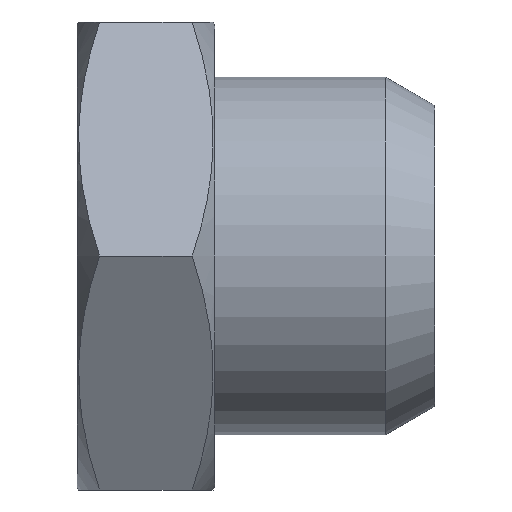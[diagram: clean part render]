
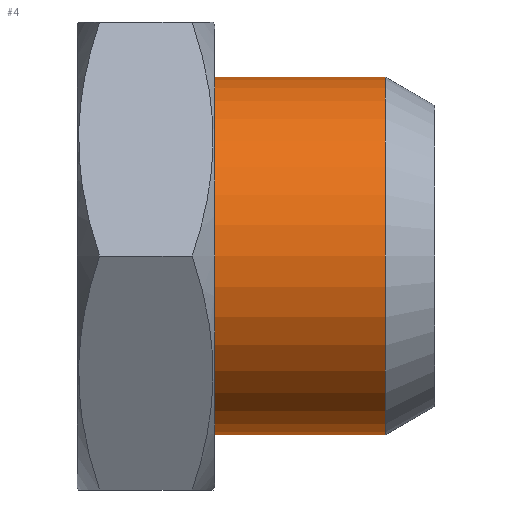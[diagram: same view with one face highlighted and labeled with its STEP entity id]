
A CAD part, left-side view. The second image highlights one B-rep face of the part: STEP entity #4.
In plain terms, the highlighted cylindrical face has radius 6.5 mm (diameter 13 mm), a partial arc.
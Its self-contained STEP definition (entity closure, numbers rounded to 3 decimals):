
#1 = EDGE_LOOP ( 'NONE', ( #3, #169, #170, #171 ) ) ;
#3 = ORIENTED_EDGE ( 'NONE', *, *, #30, .F. ) ;
#4 = ADVANCED_FACE ( 'NONE', ( #275 ), #274, .T. ) ;
#21 = VERTEX_POINT ( 'NONE', #255 ) ;
#23 = VERTEX_POINT ( 'NONE', #306 ) ;
#25 = VERTEX_POINT ( 'NONE', #303 ) ;
#30 = EDGE_CURVE ( 'NONE', #32, #21, #298, .T. ) ;
#32 = VERTEX_POINT ( 'NONE', #284 ) ;
#34 = EDGE_CURVE ( 'NONE', #23, #25, #283, .T. ) ;
#82 = EDGE_CURVE ( 'NONE', #32, #23, #459, .T. ) ;
#169 = ORIENTED_EDGE ( 'NONE', *, *, #82, .T. ) ;
#170 = ORIENTED_EDGE ( 'NONE', *, *, #34, .T. ) ;
#171 = ORIENTED_EDGE ( 'NONE', *, *, #172, .F. ) ;
#172 = EDGE_CURVE ( 'NONE', #21, #25, #583, .T. ) ;
#255 = CARTESIAN_POINT ( 'NONE',  ( 0., 8., -6.5 ) ) ;
#270 = DIRECTION ( 'NONE',  ( 0., 0., 1. ) ) ;
#271 = DIRECTION ( 'NONE',  ( 0., 1., 0. ) ) ;
#272 = CARTESIAN_POINT ( 'NONE',  ( 0., 17.464, 0. ) ) ;
#273 = AXIS2_PLACEMENT_3D ( 'NONE', #272, #271, #270 ) ;
#274 = CYLINDRICAL_SURFACE ( 'NONE', #273, 6.5 ) ;
#275 = FACE_OUTER_BOUND ( 'NONE', #1, .T. ) ;
#280 = DIRECTION ( 'NONE',  ( 0., 1., 0. ) ) ;
#281 = VECTOR ( 'NONE', #280, 1000. ) ;
#282 = CARTESIAN_POINT ( 'NONE',  ( 0., 17.464, 6.5 ) ) ;
#283 = LINE ( 'NONE', #282, #281 ) ;
#284 = CARTESIAN_POINT ( 'NONE',  ( 0., 1.8, -6.5 ) ) ;
#290 = DIRECTION ( 'NONE',  ( 0., 1., 0. ) ) ;
#291 = VECTOR ( 'NONE', #290, 1000. ) ;
#292 = CARTESIAN_POINT ( 'NONE',  ( 0., 17.464, -6.5 ) ) ;
#298 = LINE ( 'NONE', #292, #291 ) ;
#303 = CARTESIAN_POINT ( 'NONE',  ( 0., 8., 6.5 ) ) ;
#306 = CARTESIAN_POINT ( 'NONE',  ( 0., 1.8, 6.5 ) ) ;
#455 = DIRECTION ( 'NONE',  ( 0., 0., 1. ) ) ;
#456 = DIRECTION ( 'NONE',  ( 0., 1., 0. ) ) ;
#457 = CARTESIAN_POINT ( 'NONE',  ( 0., 1.8, 0. ) ) ;
#458 = AXIS2_PLACEMENT_3D ( 'NONE', #457, #456, #455 ) ;
#459 = CIRCLE ( 'NONE', #458, 6.5 ) ;
#583 = CIRCLE ( 'NONE', #636, 6.5 ) ;
#587 = CARTESIAN_POINT ( 'NONE',  ( 0., 8., 0. ) ) ;
#634 = DIRECTION ( 'NONE',  ( 0., 0., 1. ) ) ;
#635 = DIRECTION ( 'NONE',  ( 0., 1., 0. ) ) ;
#636 = AXIS2_PLACEMENT_3D ( 'NONE', #587, #635, #634 ) ;
